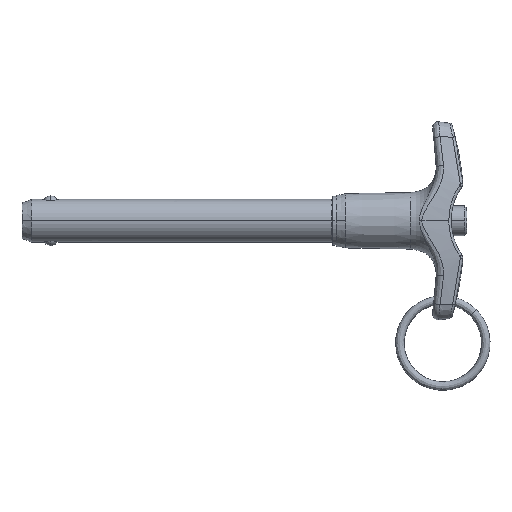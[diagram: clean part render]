
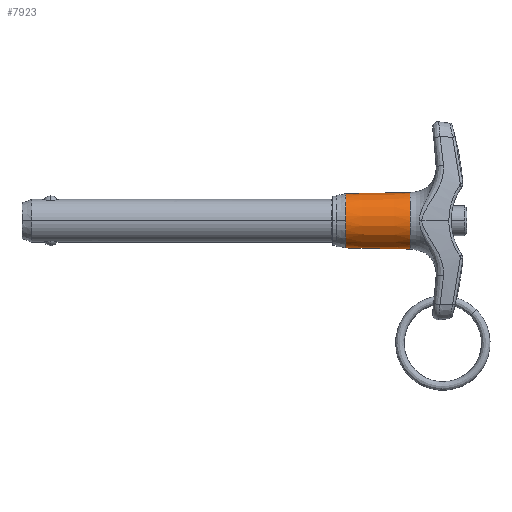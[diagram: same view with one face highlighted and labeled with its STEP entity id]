
A CAD part, top view. The second image highlights one B-rep face of the part: STEP entity #7923.
In plain terms, the highlighted conical face has half-angle 1 degrees and reference radius 7 mm.
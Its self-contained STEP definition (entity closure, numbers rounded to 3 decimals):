
#572 = DIRECTION ( 'NONE',  ( 1., 0., 0. ) ) ;
#644 = EDGE_CURVE ( 'NONE', #4606, #4804, #2642, .T. ) ;
#1041 = VERTEX_POINT ( 'NONE', #7260 ) ;
#1250 = VECTOR ( 'NONE', #9241, 1000. ) ;
#1487 = CONICAL_SURFACE ( 'NONE', #5946, 7., 0.017 ) ;
#1573 = VERTEX_POINT ( 'NONE', #13599 ) ;
#1586 = CARTESIAN_POINT ( 'NONE',  ( -3.816, 0., 0. ) ) ;
#1662 = ORIENTED_EDGE ( 'NONE', *, *, #15297, .F. ) ;
#1751 = DIRECTION ( 'NONE',  ( 1., 0., 0. ) ) ;
#2465 = CARTESIAN_POINT ( 'NONE',  ( -3.816, 7.043, 0. ) ) ;
#2642 = CIRCLE ( 'NONE', #4598, 7.334 ) ;
#2935 = CARTESIAN_POINT ( 'NONE',  ( -6.3, 7., 0. ) ) ;
#3871 = CARTESIAN_POINT ( 'NONE',  ( -3.816, 0., 0. ) ) ;
#4010 = DIRECTION ( 'NONE',  ( 0., 0., 1. ) ) ;
#4090 = EDGE_CURVE ( 'NONE', #13879, #1041, #6829, .T. ) ;
#4230 = EDGE_LOOP ( 'NONE', ( #14375, #10951, #8173, #1662, #5963 ) ) ;
#4394 = AXIS2_PLACEMENT_3D ( 'NONE', #1586, #572, #8805 ) ;
#4459 = EDGE_CURVE ( 'NONE', #1041, #1573, #11111, .T. ) ;
#4598 = AXIS2_PLACEMENT_3D ( 'NONE', #11140, #1751, #8832 ) ;
#4606 = VERTEX_POINT ( 'NONE', #14473 ) ;
#4804 = VERTEX_POINT ( 'NONE', #7986 ) ;
#5321 = AXIS2_PLACEMENT_3D ( 'NONE', #3871, #13398, #4010 ) ;
#5436 = VECTOR ( 'NONE', #7675, 1000. ) ;
#5662 = CARTESIAN_POINT ( 'NONE',  ( -6.3, -7., 0. ) ) ;
#5946 = AXIS2_PLACEMENT_3D ( 'NONE', #12342, #9097, #11419 ) ;
#5963 = ORIENTED_EDGE ( 'NONE', *, *, #4090, .T. ) ;
#6504 = LINE ( 'NONE', #2935, #5436 ) ;
#6829 = CIRCLE ( 'NONE', #5321, 7.043 ) ;
#7260 = CARTESIAN_POINT ( 'NONE',  ( -3.816, 0., 7.043 ) ) ;
#7675 = DIRECTION ( 'NONE',  ( 1., 0.017, 0. ) ) ;
#7923 = ADVANCED_FACE ( 'NONE', ( #8949 ), #1487, .T. ) ;
#7986 = CARTESIAN_POINT ( 'NONE',  ( 12.836, -7.334, 0. ) ) ;
#8173 = ORIENTED_EDGE ( 'NONE', *, *, #644, .F. ) ;
#8805 = DIRECTION ( 'NONE',  ( 0., 0., 1. ) ) ;
#8832 = DIRECTION ( 'NONE',  ( 0., 1., 0. ) ) ;
#8949 = FACE_OUTER_BOUND ( 'NONE', #4230, .T. ) ;
#9097 = DIRECTION ( 'NONE',  ( 1., 0., 0. ) ) ;
#9168 = LINE ( 'NONE', #5662, #1250 ) ;
#9241 = DIRECTION ( 'NONE',  ( 1., -0.017, 0. ) ) ;
#10951 = ORIENTED_EDGE ( 'NONE', *, *, #15215, .T. ) ;
#11111 = CIRCLE ( 'NONE', #4394, 7.043 ) ;
#11140 = CARTESIAN_POINT ( 'NONE',  ( 12.836, 0., 0. ) ) ;
#11419 = DIRECTION ( 'NONE',  ( 0., 1., 0. ) ) ;
#12342 = CARTESIAN_POINT ( 'NONE',  ( -6.3, 0., 0. ) ) ;
#13398 = DIRECTION ( 'NONE',  ( 1., 0., 0. ) ) ;
#13599 = CARTESIAN_POINT ( 'NONE',  ( -3.816, -7.043, 0. ) ) ;
#13879 = VERTEX_POINT ( 'NONE', #2465 ) ;
#14375 = ORIENTED_EDGE ( 'NONE', *, *, #4459, .T. ) ;
#14473 = CARTESIAN_POINT ( 'NONE',  ( 12.836, 7.334, 0. ) ) ;
#15215 = EDGE_CURVE ( 'NONE', #1573, #4804, #9168, .T. ) ;
#15297 = EDGE_CURVE ( 'NONE', #13879, #4606, #6504, .T. ) ;
